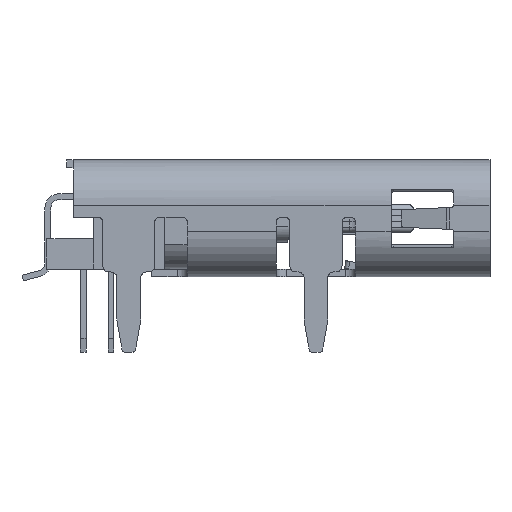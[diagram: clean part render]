
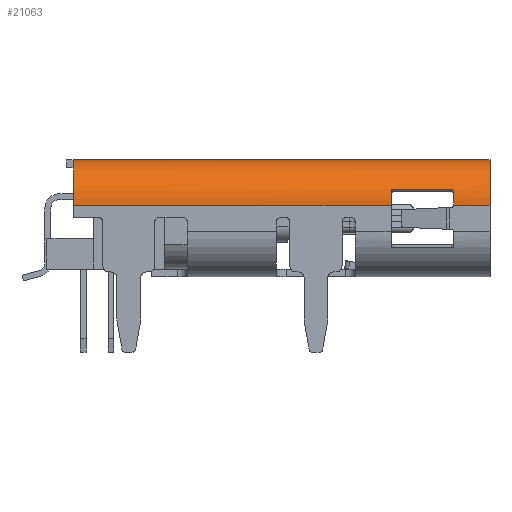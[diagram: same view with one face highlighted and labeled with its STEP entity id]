
A CAD part, left-side view. The second image highlights one B-rep face of the part: STEP entity #21063.
In plain terms, the highlighted cylindrical face has radius 1.15 mm (diameter 2.3 mm), a partial arc.
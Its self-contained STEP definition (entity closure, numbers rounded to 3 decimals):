
#170=B_SPLINE_CURVE_WITH_KNOTS('',3,(#30910,#30911,#30912,#30913),
 .UNSPECIFIED.,.F.,.F.,(4,4),(0.,1.),.UNSPECIFIED.);
#172=B_SPLINE_CURVE_WITH_KNOTS('',3,(#30941,#30942,#30943,#30944,#30945,
#30946,#30947,#30948,#30949,#30950,#30951,#30952,#30953,#30954,#30955,#30956),
 .UNSPECIFIED.,.F.,.F.,(4,3,3,3,3,4),(0.,0.287,0.481,
0.697,0.887,1.),.UNSPECIFIED.);
#173=B_SPLINE_CURVE_WITH_KNOTS('',3,(#31236,#31237,#31238,#31239,#31240,
#31241,#31242,#31243,#31244,#31245,#31246,#31247,#31248,#31249,#31250,#31251,
#31252,#31253,#31254,#31255,#31256,#31257,#31258,#31259,#31260,#31261,#31262,
#31263,#31264,#31265,#31266),.UNSPECIFIED.,.F.,.F.,(4,3,3,3,3,3,3,3,3,3,
4),(0.,0.,0.,0.,0.,
0.,0.,0.,0.,
0.,0.),.UNSPECIFIED.);
#1326=FACE_OUTER_BOUND('',#2558,.T.);
#2558=EDGE_LOOP('',(#15199,#15200,#15201,#15202,#15203,#15204,#15205,#15206,
#15207,#15208,#15209,#15210));
#3834=LINE('',#30392,#6453);
#3952=LINE('',#30919,#6571);
#4041=LINE('',#31267,#6660);
#4042=LINE('',#31268,#6661);
#4043=LINE('',#31269,#6662);
#6453=VECTOR('',#24270,1000.);
#6571=VECTOR('',#24546,1000.);
#6660=VECTOR('',#24811,1000.);
#6661=VECTOR('',#24812,1000.);
#6662=VECTOR('',#24813,1000.);
#9017=CIRCLE('',#22427,1.15);
#9019=CIRCLE('',#22431,1.15);
#9021=CIRCLE('',#22434,1.15);
#9028=CIRCLE('',#22444,1.15);
#9566=VERTEX_POINT('',#30389);
#9567=VERTEX_POINT('',#30391);
#9679=VERTEX_POINT('',#30878);
#9681=VERTEX_POINT('',#30884);
#9683=VERTEX_POINT('',#30908);
#9685=VERTEX_POINT('',#30917);
#9687=VERTEX_POINT('',#30939);
#9691=VERTEX_POINT('',#30964);
#9695=VERTEX_POINT('',#30974);
#9703=VERTEX_POINT('',#30997);
#9704=VERTEX_POINT('',#30999);
#9791=VERTEX_POINT('',#31235);
#11587=EDGE_CURVE('',#9566,#9567,#3834,.T.);
#11754=EDGE_CURVE('',#9681,#9679,#9017,.T.);
#11757=EDGE_CURVE('',#9683,#9681,#170,.T.);
#11760=EDGE_CURVE('',#9685,#9683,#3952,.T.);
#11763=EDGE_CURVE('',#9685,#9687,#172,.T.);
#11768=EDGE_CURVE('',#9691,#9687,#9019,.T.);
#11772=EDGE_CURVE('',#9567,#9695,#9021,.T.);
#11785=EDGE_CURVE('',#9704,#9703,#9028,.T.);
#11908=EDGE_CURVE('',#9704,#9791,#173,.T.);
#11909=EDGE_CURVE('',#9703,#9679,#4041,.T.);
#11910=EDGE_CURVE('',#9691,#9695,#4042,.T.);
#11911=EDGE_CURVE('',#9791,#9566,#4043,.T.);
#15199=ORIENTED_EDGE('',*,*,#11908,.F.);
#15200=ORIENTED_EDGE('',*,*,#11785,.T.);
#15201=ORIENTED_EDGE('',*,*,#11909,.T.);
#15202=ORIENTED_EDGE('',*,*,#11754,.F.);
#15203=ORIENTED_EDGE('',*,*,#11757,.F.);
#15204=ORIENTED_EDGE('',*,*,#11760,.F.);
#15205=ORIENTED_EDGE('',*,*,#11763,.T.);
#15206=ORIENTED_EDGE('',*,*,#11768,.F.);
#15207=ORIENTED_EDGE('',*,*,#11910,.T.);
#15208=ORIENTED_EDGE('',*,*,#11772,.F.);
#15209=ORIENTED_EDGE('',*,*,#11587,.F.);
#15210=ORIENTED_EDGE('',*,*,#11911,.F.);
#20767=CYLINDRICAL_SURFACE('',#22516,1.15);
#21063=ADVANCED_FACE('',(#1326),#20767,.T.);
#22427=AXIS2_PLACEMENT_3D('',#30886,#24539,#24540);
#22431=AXIS2_PLACEMENT_3D('',#30966,#24555,#24556);
#22434=AXIS2_PLACEMENT_3D('',#30975,#24563,#24564);
#22444=AXIS2_PLACEMENT_3D('',#31000,#24589,#24590);
#22516=AXIS2_PLACEMENT_3D('',#31234,#24809,#24810);
#24270=DIRECTION('',(0.,-1.,0.));
#24539=DIRECTION('center_axis',(0.,-1.,0.));
#24540=DIRECTION('ref_axis',(-1.,0.,0.));
#24546=DIRECTION('',(0.,1.,0.));
#24555=DIRECTION('center_axis',(0.,1.,0.));
#24556=DIRECTION('ref_axis',(1.,0.,0.));
#24563=DIRECTION('center_axis',(0.,-1.,0.));
#24564=DIRECTION('ref_axis',(1.,0.,0.));
#24589=DIRECTION('center_axis',(0.,-1.,0.));
#24590=DIRECTION('ref_axis',(-1.,0.,0.));
#24809=DIRECTION('center_axis',(0.,-1.,0.));
#24810=DIRECTION('ref_axis',(1.,0.,0.));
#24811=DIRECTION('',(0.,-1.,0.));
#24812=DIRECTION('',(0.,-1.,0.));
#24813=DIRECTION('',(0.,-1.,0.));
#30389=CARTESIAN_POINT('',(-3.22,6.047,3.11));
#30391=CARTESIAN_POINT('',(-3.22,-4.415,3.11));
#30392=CARTESIAN_POINT('',(-3.22,6.285,3.11));
#30878=CARTESIAN_POINT('',(-4.37,-1.915,1.96));
#30884=CARTESIAN_POINT('',(-4.312,-1.915,2.32));
#30886=CARTESIAN_POINT('Origin',(-3.22,-1.915,1.96));
#30908=CARTESIAN_POINT('',(-4.294,-1.965,2.37));
#30910=CARTESIAN_POINT('Ctrl Pts',(-4.294,-1.965,2.37));
#30911=CARTESIAN_POINT('Ctrl Pts',(-4.294,-1.937,
2.37));
#30912=CARTESIAN_POINT('Ctrl Pts',(-4.304,-1.915,2.346));
#30913=CARTESIAN_POINT('Ctrl Pts',(-4.312,-1.915,2.32));
#30917=CARTESIAN_POINT('',(-4.294,-3.445,2.37));
#30919=CARTESIAN_POINT('',(-4.294,6.285,2.37));
#30939=CARTESIAN_POINT('',(-4.312,-3.495,2.32));
#30941=CARTESIAN_POINT('Ctrl Pts',(-4.294,-3.445,2.37));
#30942=CARTESIAN_POINT('Ctrl Pts',(-4.294,-3.453,
2.37));
#30943=CARTESIAN_POINT('Ctrl Pts',(-4.295,-3.461,
2.368));
#30944=CARTESIAN_POINT('Ctrl Pts',(-4.296,-3.467,
2.365));
#30945=CARTESIAN_POINT('Ctrl Pts',(-4.297,-3.472,
2.362));
#30946=CARTESIAN_POINT('Ctrl Pts',(-4.298,-3.476,
2.36));
#30947=CARTESIAN_POINT('Ctrl Pts',(-4.3,-3.479,2.356));
#30948=CARTESIAN_POINT('Ctrl Pts',(-4.301,-3.483,2.352));
#30949=CARTESIAN_POINT('Ctrl Pts',(-4.303,-3.487,
2.348));
#30950=CARTESIAN_POINT('Ctrl Pts',(-4.304,-3.489,2.343));
#30951=CARTESIAN_POINT('Ctrl Pts',(-4.306,-3.492,
2.339));
#30952=CARTESIAN_POINT('Ctrl Pts',(-4.308,-3.493,
2.334));
#30953=CARTESIAN_POINT('Ctrl Pts',(-4.309,-3.494,
2.329));
#30954=CARTESIAN_POINT('Ctrl Pts',(-4.31,-3.495,
2.326));
#30955=CARTESIAN_POINT('Ctrl Pts',(-4.311,-3.495,2.323));
#30956=CARTESIAN_POINT('Ctrl Pts',(-4.312,-3.495,2.32));
#30964=CARTESIAN_POINT('',(-4.37,-3.495,1.96));
#30966=CARTESIAN_POINT('Origin',(-3.22,-3.495,1.96));
#30974=CARTESIAN_POINT('',(-4.37,-4.415,1.96));
#30975=CARTESIAN_POINT('Origin',(-3.22,-4.415,1.96));
#30997=CARTESIAN_POINT('',(-4.37,6.11,1.96));
#30999=CARTESIAN_POINT('',(-3.271,6.11,3.109));
#31000=CARTESIAN_POINT('Origin',(-3.22,6.11,1.96));
#31234=CARTESIAN_POINT('Origin',(-3.22,6.285,1.96));
#31235=CARTESIAN_POINT('',(-3.22,6.059,3.11));
#31236=CARTESIAN_POINT('Ctrl Pts',(-3.271,6.11,3.109));
#31237=CARTESIAN_POINT('Ctrl Pts',(-3.267,6.11,3.109));
#31238=CARTESIAN_POINT('Ctrl Pts',(-3.264,6.11,3.109));
#31239=CARTESIAN_POINT('Ctrl Pts',(-3.26,6.109,3.109));
#31240=CARTESIAN_POINT('Ctrl Pts',(-3.258,6.108,3.109));
#31241=CARTESIAN_POINT('Ctrl Pts',(-3.256,6.108,3.109));
#31242=CARTESIAN_POINT('Ctrl Pts',(-3.254,6.107,3.109));
#31243=CARTESIAN_POINT('Ctrl Pts',(-3.251,6.106,3.11));
#31244=CARTESIAN_POINT('Ctrl Pts',(-3.247,6.104,3.11));
#31245=CARTESIAN_POINT('Ctrl Pts',(-3.244,6.103,3.11));
#31246=CARTESIAN_POINT('Ctrl Pts',(-3.242,6.101,3.11));
#31247=CARTESIAN_POINT('Ctrl Pts',(-3.241,6.1,3.11));
#31248=CARTESIAN_POINT('Ctrl Pts',(-3.239,6.099,3.11));
#31249=CARTESIAN_POINT('Ctrl Pts',(-3.236,6.097,3.11));
#31250=CARTESIAN_POINT('Ctrl Pts',(-3.234,6.094,3.11));
#31251=CARTESIAN_POINT('Ctrl Pts',(-3.231,6.091,3.11));
#31252=CARTESIAN_POINT('Ctrl Pts',(-3.23,6.09,3.11));
#31253=CARTESIAN_POINT('Ctrl Pts',(-3.229,6.088,3.11));
#31254=CARTESIAN_POINT('Ctrl Pts',(-3.228,6.086,3.11));
#31255=CARTESIAN_POINT('Ctrl Pts',(-3.226,6.083,3.11));
#31256=CARTESIAN_POINT('Ctrl Pts',(-3.224,6.08,3.11));
#31257=CARTESIAN_POINT('Ctrl Pts',(-3.223,6.076,3.11));
#31258=CARTESIAN_POINT('Ctrl Pts',(-3.222,6.074,3.11));
#31259=CARTESIAN_POINT('Ctrl Pts',(-3.222,6.072,3.11));
#31260=CARTESIAN_POINT('Ctrl Pts',(-3.221,6.07,3.11));
#31261=CARTESIAN_POINT('Ctrl Pts',(-3.22,6.067,3.11));
#31262=CARTESIAN_POINT('Ctrl Pts',(-3.22,6.064,3.11));
#31263=CARTESIAN_POINT('Ctrl Pts',(-3.22,6.06,3.11));
#31264=CARTESIAN_POINT('Ctrl Pts',(-3.22,6.06,3.11));
#31265=CARTESIAN_POINT('Ctrl Pts',(-3.22,6.06,3.11));
#31266=CARTESIAN_POINT('Ctrl Pts',(-3.22,6.059,3.11));
#31267=CARTESIAN_POINT('',(-4.37,6.285,1.96));
#31268=CARTESIAN_POINT('',(-4.37,6.285,1.96));
#31269=CARTESIAN_POINT('',(-3.22,1.5,3.11));
